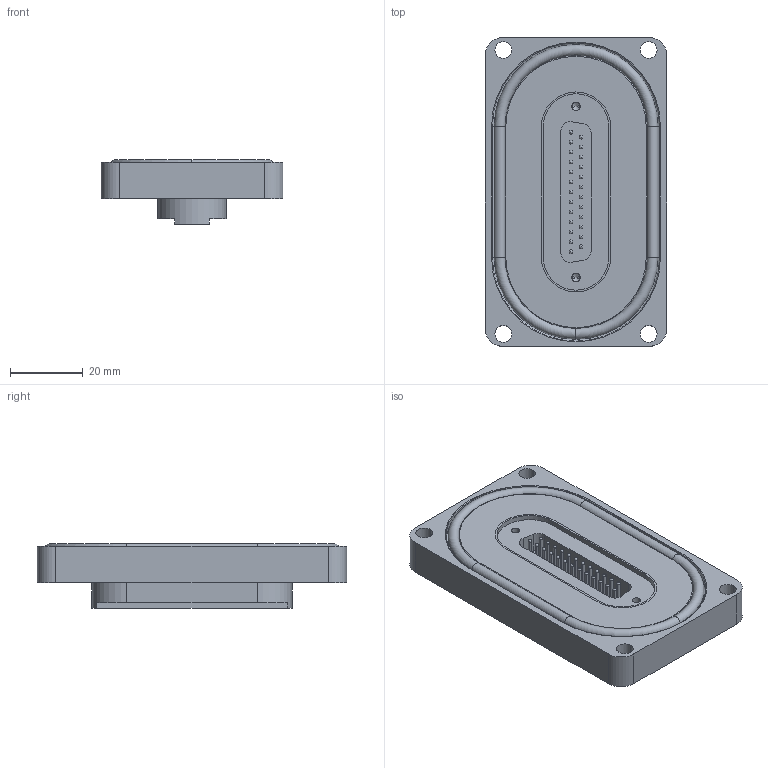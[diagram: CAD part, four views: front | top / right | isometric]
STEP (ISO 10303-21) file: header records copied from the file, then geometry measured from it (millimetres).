
FILE_DESCRIPTION (( 'STEP AP214' ), '1' );
FILE_NAME ('215-BP-D25.STEP', '2019-06-25T09:21:20', ( 'allectra' ), ( 'Microsoft' ), 'SwSTEP 2.0', 'SolidWorks 2014', '' );
FILE_SCHEMA (( 'AUTOMOTIVE_DESIGN' ));
Length unit declared in the file: millimetre
Products named in the file (6): 9210-PIN-FENI_Pin vergoldet; 218-D9-37-SS_218-D25-SS; 9218-D9-37-SS_25pin 1mm beschr. allectra; 9215-BP-1_9215-BP-D25; 215-BP-D25; 370-VIT-61X3_BP-Flange
Assembly tree (29 placements, depth 3):
  215-BP-D25
    9215-BP-1_9215-BP-D25
    218-D9-37-SS_218-D25-SS
      9218-D9-37-SS_25pin 1mm beschr. allectra
      9210-PIN-FENI_Pin vergoldet  x25
    370-VIT-61X3_BP-Flange
Bounding box: 50 x 85 x 17.73 mm (x, y, z)
Volume: 42409.3 mm3; surface area: 20733.3 mm2
Topology: 28 solids, 28 shells, 449 faces, 1229 edges, 804 vertices
Faces by surface type: cylinder 194, plane 156, sphere 50, bspline 27, torus 14, cone 8
Entity records: 13123 total; most frequent: CARTESIAN_POINT 3692, DIRECTION 1903, ORIENTED_EDGE 1854, EDGE_CURVE 927, AXIS2_PLACEMENT_3D 671, VERTEX_POINT 608, VECTOR 561, LINE 561
